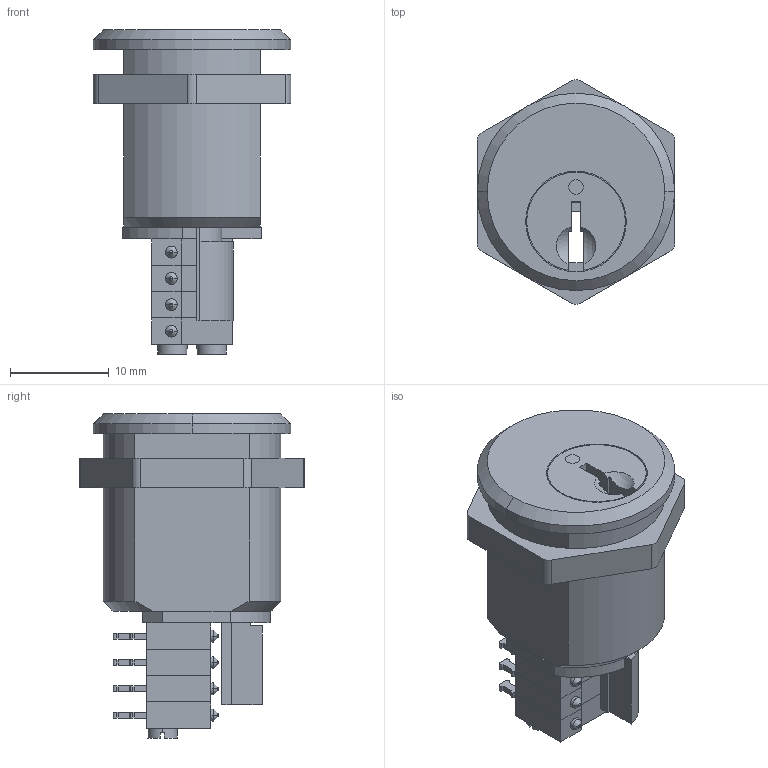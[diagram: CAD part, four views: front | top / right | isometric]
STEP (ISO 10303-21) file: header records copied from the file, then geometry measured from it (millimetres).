
FILE_DESCRIPTION (( 'STEP AP203' ), '1' );
FILE_NAME ('S-25-OP-4.STEP', '2020-07-27T08:01:52', ( '' ), ( '' ), 'SwSTEP 2.0', 'SolidWorks 2018', '' );
FILE_SCHEMA (( 'CONFIG_CONTROL_DESIGN' ));
Length unit declared in the file: millimetre
Products named in the file (8): S-25-OP-4_シリンダー_; S-25-OP-4_ローター_; S-25-OP-4; S-25-OP-4_十字穴付皿小ねじ_M2_; S-25-OP-4_ベースプレート_; S-25-OP-4_すりわり付き平小ねじ_M1.6_; S-25-OP-4_マイクロスイッチ_; S-25-OP-4_六角ナット_
Assembly tree (12 placements, depth 2):
  S-25-OP-4
    S-25-OP-4_シリンダー_
    S-25-OP-4_ローター_
    S-25-OP-4_ベースプレート_
    S-25-OP-4_十字穴付皿小ねじ_M2_  x2
    S-25-OP-4_マイクロスイッチ_  x4
    S-25-OP-4_すりわり付き平小ねじ_M1.6_  x2
    S-25-OP-4_六角ナット_
Bounding box: 20 x 22.8 x 32.88 mm (x, y, z)
Volume: 5435.4 mm3; surface area: 5325.1 mm2
Topology: 12 solids, 12 shells, 498 faces, 1305 edges, 856 vertices
Faces by surface type: plane 290, cylinder 166, cone 32, sphere 10
Entity records: 7815 total; most frequent: DIRECTION 1223, CARTESIAN_POINT 1217, ORIENTED_EDGE 1138, EDGE_CURVE 569, AXIS2_PLACEMENT_3D 427, VERTEX_POINT 373, VECTOR 369, LINE 369
